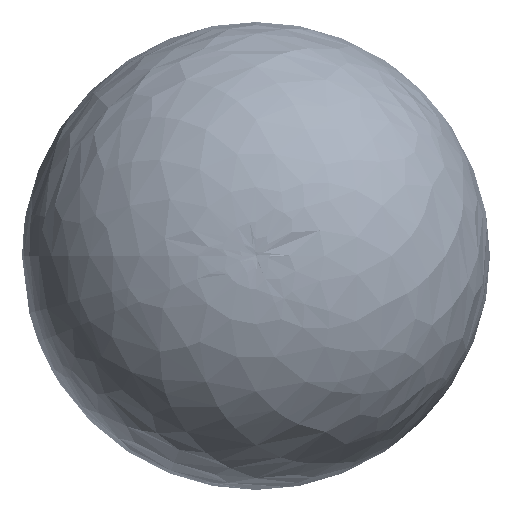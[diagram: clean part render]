
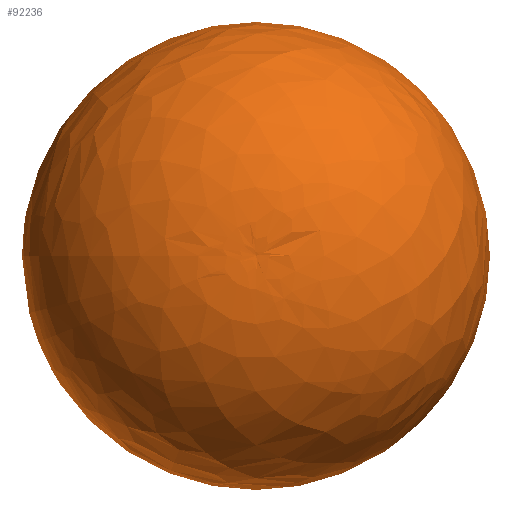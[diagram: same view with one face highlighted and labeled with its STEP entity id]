
A CAD part, top view. The second image highlights one B-rep face of the part: STEP entity #92236.
In plain terms, the highlighted free-form (B-spline) face has degree [2, 2] with [5, 9] control points.
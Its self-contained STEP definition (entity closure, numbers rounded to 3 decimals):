
#2498=(
BOUNDED_CURVE()
B_SPLINE_CURVE(2,(#201297,#201298,#201299,#201300,#201301),
 .UNSPECIFIED.,.F.,.F.)
B_SPLINE_CURVE_WITH_KNOTS((3,2,3),(-1.012,0.334,1.68),
 .UNSPECIFIED.)
CURVE()
GEOMETRIC_REPRESENTATION_ITEM()
RATIONAL_B_SPLINE_CURVE((1.,0.782,1.,0.782,1.))
REPRESENTATION_ITEM('')
);
#2629=(
BOUNDED_SURFACE()
B_SPLINE_SURFACE(2,2,((#201251,#201252,#201253,#201254,#201255,#201256,
#201257,#201258,#201259),(#201260,#201261,#201262,#201263,#201264,#201265,
#201266,#201267,#201268),(#201269,#201270,#201271,#201272,#201273,#201274,
#201275,#201276,#201277),(#201278,#201279,#201280,#201281,#201282,#201283,
#201284,#201285,#201286),(#201287,#201288,#201289,#201290,#201291,#201292,
#201293,#201294,#201295)),.UNSPECIFIED.,.F.,.T.,.F.)
B_SPLINE_SURFACE_WITH_KNOTS((3,2,3),(3,2,2,2,3),(-1.68,-0.334,
1.012),(-3.142,-1.571,0.,1.571,
3.142),.UNSPECIFIED.)
GEOMETRIC_REPRESENTATION_ITEM()
RATIONAL_B_SPLINE_SURFACE(((1.,0.707,1.,0.707,1.,
0.707,1.,0.707,1.),(0.782,0.553,
0.782,0.553,0.782,0.553,
0.782,0.553,0.782),(1.,0.707,
1.,0.707,1.,0.707,1.,0.707,1.),(0.782,
0.553,0.782,0.553,0.782,
0.553,0.782,0.553,0.782),
(1.,0.707,1.,0.707,1.,0.707,1.,0.707,
1.)))
REPRESENTATION_ITEM('')
SURFACE()
);
#22760=FACE_OUTER_BOUND('',#30134,.T.);
#30134=EDGE_LOOP('',(#79120,#79121,#79122,#79123));
#34723=CIRCLE('',#102155,876.459);
#34724=CIRCLE('',#102156,876.459);
#42823=VERTEX_POINT('',#201244);
#42824=VERTEX_POINT('',#201248);
#42825=VERTEX_POINT('',#201296);
#54912=EDGE_CURVE('',#42823,#42824,#34723,.T.);
#54913=EDGE_CURVE('',#42824,#42823,#34724,.T.);
#54914=EDGE_CURVE('',#42823,#42825,#2498,.T.);
#79120=ORIENTED_EDGE('',*,*,#54913,.F.);
#79121=ORIENTED_EDGE('',*,*,#54912,.F.);
#79122=ORIENTED_EDGE('',*,*,#54914,.T.);
#79123=ORIENTED_EDGE('',*,*,#54914,.F.);
#92236=ADVANCED_FACE('',(#22760),#2629,.F.);
#102155=AXIS2_PLACEMENT_3D('',#201249,#125778,#125779);
#102156=AXIS2_PLACEMENT_3D('',#201250,#125780,#125781);
#125778=DIRECTION('center_axis',(-1.,0.,0.));
#125779=DIRECTION('ref_axis',(0.,0.,1.));
#125780=DIRECTION('center_axis',(-1.,0.,0.));
#125781=DIRECTION('ref_axis',(0.,0.,1.));
#201244=CARTESIAN_POINT('',(-1162.578,150.,-876.459));
#201248=CARTESIAN_POINT('',(-1162.578,-726.459,0.));
#201249=CARTESIAN_POINT('Origin',(-1162.578,150.,0.));
#201250=CARTESIAN_POINT('Origin',(-1162.578,150.,0.));
#201251=CARTESIAN_POINT('Ctrl Pts',(1362.656,150.,0.));
#201252=CARTESIAN_POINT('Ctrl Pts',(1362.656,150.,0.));
#201253=CARTESIAN_POINT('Ctrl Pts',(1362.656,150.,0.));
#201254=CARTESIAN_POINT('Ctrl Pts',(1362.656,150.,0.));
#201255=CARTESIAN_POINT('Ctrl Pts',(1362.656,150.,0.));
#201256=CARTESIAN_POINT('Ctrl Pts',(1362.656,150.,0.));
#201257=CARTESIAN_POINT('Ctrl Pts',(1362.656,150.,0.));
#201258=CARTESIAN_POINT('Ctrl Pts',(1362.656,150.,0.));
#201259=CARTESIAN_POINT('Ctrl Pts',(1362.656,150.,0.));
#201260=CARTESIAN_POINT('Ctrl Pts',(1482.273,150.,-1086.644));
#201261=CARTESIAN_POINT('Ctrl Pts',(1482.273,-936.644,
-1086.644));
#201262=CARTESIAN_POINT('Ctrl Pts',(1482.273,-936.644,
0.));
#201263=CARTESIAN_POINT('Ctrl Pts',(1482.273,-936.644,
1086.644));
#201264=CARTESIAN_POINT('Ctrl Pts',(1482.273,150.,1086.644));
#201265=CARTESIAN_POINT('Ctrl Pts',(1482.273,1236.644,1086.644));
#201266=CARTESIAN_POINT('Ctrl Pts',(1482.273,1236.644,0.));
#201267=CARTESIAN_POINT('Ctrl Pts',(1482.273,1236.644,-1086.644));
#201268=CARTESIAN_POINT('Ctrl Pts',(1482.273,150.,-1086.644));
#201269=CARTESIAN_POINT('Ctrl Pts',(449.503,150.,-1445.098));
#201270=CARTESIAN_POINT('Ctrl Pts',(449.503,-1295.098,
-1445.098));
#201271=CARTESIAN_POINT('Ctrl Pts',(449.503,-1295.098,
0.));
#201272=CARTESIAN_POINT('Ctrl Pts',(449.503,-1295.098,
1445.098));
#201273=CARTESIAN_POINT('Ctrl Pts',(449.503,150.,1445.098));
#201274=CARTESIAN_POINT('Ctrl Pts',(449.503,1595.098,1445.098));
#201275=CARTESIAN_POINT('Ctrl Pts',(449.503,1595.098,0.));
#201276=CARTESIAN_POINT('Ctrl Pts',(449.503,1595.098,-1445.098));
#201277=CARTESIAN_POINT('Ctrl Pts',(449.503,150.,-1445.098));
#201278=CARTESIAN_POINT('Ctrl Pts',(-583.267,150.,-1803.552));
#201279=CARTESIAN_POINT('Ctrl Pts',(-583.267,-1653.552,
-1803.552));
#201280=CARTESIAN_POINT('Ctrl Pts',(-583.267,-1653.552,
0.));
#201281=CARTESIAN_POINT('Ctrl Pts',(-583.267,-1653.552,
1803.552));
#201282=CARTESIAN_POINT('Ctrl Pts',(-583.267,150.,1803.552));
#201283=CARTESIAN_POINT('Ctrl Pts',(-583.267,1953.552,
1803.552));
#201284=CARTESIAN_POINT('Ctrl Pts',(-583.267,1953.552,
0.));
#201285=CARTESIAN_POINT('Ctrl Pts',(-583.267,1953.552,
-1803.552));
#201286=CARTESIAN_POINT('Ctrl Pts',(-583.267,150.,-1803.552));
#201287=CARTESIAN_POINT('Ctrl Pts',(-1162.578,150.,-876.459));
#201288=CARTESIAN_POINT('Ctrl Pts',(-1162.578,-726.459,
-876.459));
#201289=CARTESIAN_POINT('Ctrl Pts',(-1162.578,-726.459,
0.));
#201290=CARTESIAN_POINT('Ctrl Pts',(-1162.578,-726.459,
876.459));
#201291=CARTESIAN_POINT('Ctrl Pts',(-1162.578,150.,876.459));
#201292=CARTESIAN_POINT('Ctrl Pts',(-1162.578,1026.459,
876.459));
#201293=CARTESIAN_POINT('Ctrl Pts',(-1162.578,1026.459,
0.));
#201294=CARTESIAN_POINT('Ctrl Pts',(-1162.578,1026.459,
-876.459));
#201295=CARTESIAN_POINT('Ctrl Pts',(-1162.578,150.,-876.459));
#201296=CARTESIAN_POINT('',(1362.656,150.,0.));
#201297=CARTESIAN_POINT('Ctrl Pts',(-1162.578,150.,-876.459));
#201298=CARTESIAN_POINT('Ctrl Pts',(-583.267,150.,-1803.552));
#201299=CARTESIAN_POINT('Ctrl Pts',(449.503,150.,-1445.098));
#201300=CARTESIAN_POINT('Ctrl Pts',(1482.273,150.,-1086.644));
#201301=CARTESIAN_POINT('Ctrl Pts',(1362.656,150.,0.));
